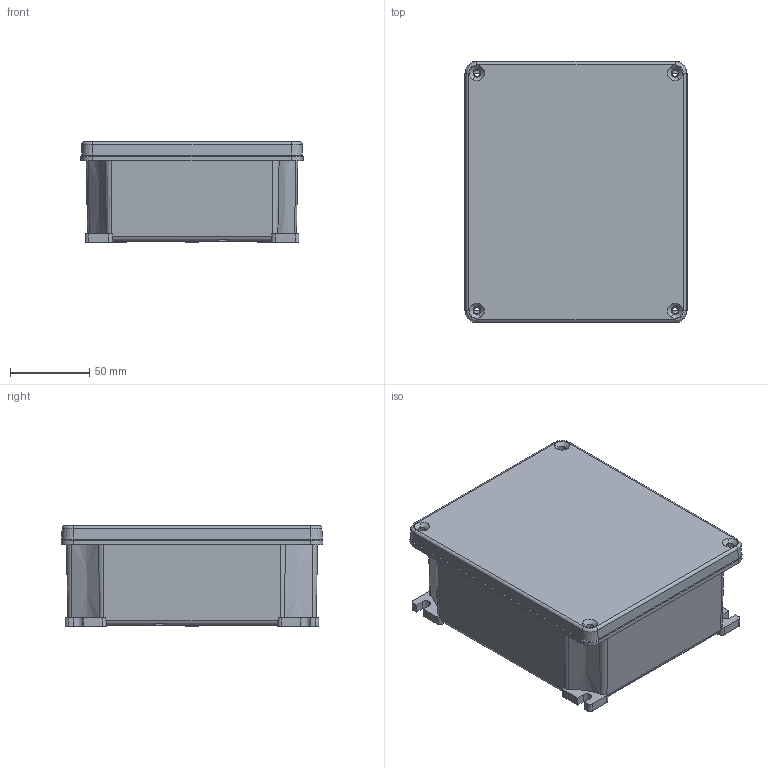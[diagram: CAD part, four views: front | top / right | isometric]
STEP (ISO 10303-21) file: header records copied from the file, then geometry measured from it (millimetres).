
FILE_DESCRIPTION((''),'2;1');
FILE_NAME('GW76263_SW0001','2021-04-01T10:21:33',('User'),('Axiro Italia'),'CREO PARAMETRIC BY PTC INC, 2020354','CREO PARAMETRIC BY PTC INC, 2020354','');
FILE_SCHEMA(('CONFIG_CONTROL_DESIGN'));
Length unit declared in the file: millimetre
Products named in the file (1): GW76263_SW0001
Bounding box: 140.55 x 165.55 x 63.85 mm (x, y, z)
Volume: 1315809.1 mm3; surface area: 86031 mm2
Topology: 1 solids, 1 shells, 173 faces, 480 edges, 320 vertices
Faces by surface type: plane 79, cylinder 56, cone 34, torus 4
Entity records: 6192 total; most frequent: CARTESIAN_POINT 1647, ORIENTED_EDGE 960, DIRECTION 930, EDGE_CURVE 480, AXIS2_PLACEMENT_3D 331, VERTEX_POINT 320, VECTOR 268, LINE 268
